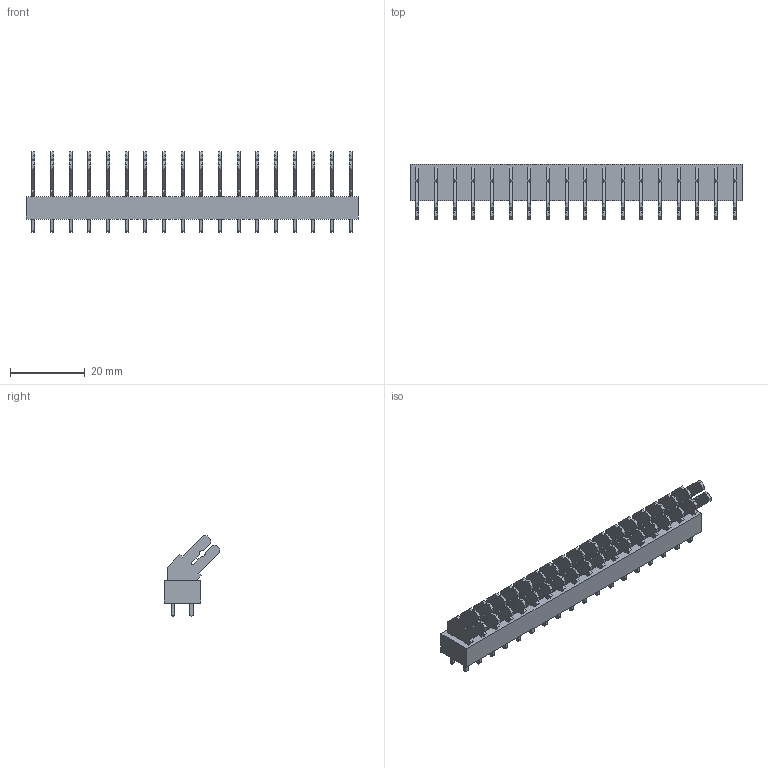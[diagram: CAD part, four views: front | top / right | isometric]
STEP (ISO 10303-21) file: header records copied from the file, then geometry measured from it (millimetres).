
FILE_DESCRIPTION(('CATIA V5 STEP Exchange','CAx-IF Rec.Pracs.--- Model Styling and Organization---1.2---2011-12-15'),'2;1');
FILE_NAME ('D1464973_0_9511950000_9511950000.stp','2018-08-31T15:40:38+00:00',('none'),('Weidmueller'),'CATIA Version 5-6 Release 2014','CATIA V5 STEP AP214','none');
FILE_SCHEMA(('AUTOMOTIVE_DESIGN { 1 0 10303 214 1 1 1 1 }'));
Length unit declared in the file: millimetre
Products named in the file (1): 9511950000
Bounding box: 89 x 15.01 x 21.5 mm (x, y, z)
Volume: 6595.7 mm3; surface area: 8874.2 mm2
Topology: 19 solids, 19 shells, 726 faces, 2064 edges, 1376 vertices
Faces by surface type: plane 636, cylinder 90
Entity records: 20163 total; most frequent: ORIENTED_EDGE 4128, CARTESIAN_POINT 3551, DIRECTION 2284, EDGE_CURVE 2064, VECTOR 1884, LINE 1884, VERTEX_POINT 1376, EDGE_LOOP 798
